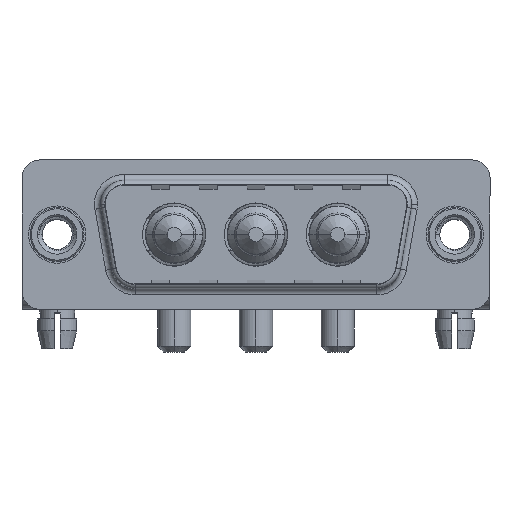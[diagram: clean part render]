
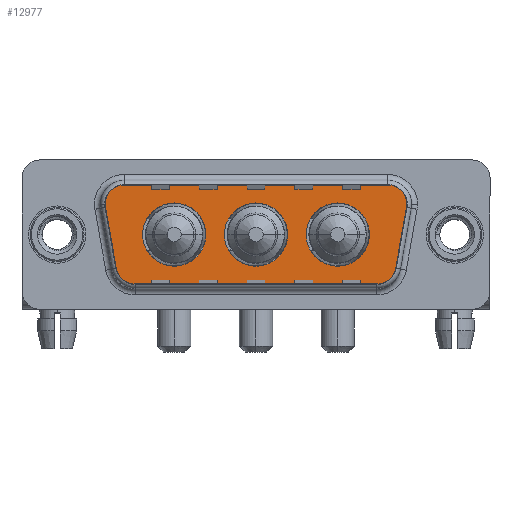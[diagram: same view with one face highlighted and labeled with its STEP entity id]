
A CAD part, top view. The second image highlights one B-rep face of the part: STEP entity #12977.
In plain terms, the highlighted planar face has unit normal (0, 0, 1).
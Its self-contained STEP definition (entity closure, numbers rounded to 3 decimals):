
#76 = DIRECTION ( 'NONE',  ( -1., 0., 0. ) ) ;
#299 = VECTOR ( 'NONE', #5119, 1000. ) ;
#475 = VERTEX_POINT ( 'NONE', #16598 ) ;
#511 = VERTEX_POINT ( 'NONE', #7534 ) ;
#581 = CIRCLE ( 'NONE', #10747, 2. ) ;
#894 = VECTOR ( 'NONE', #9965, 1000. ) ;
#936 = CARTESIAN_POINT ( 'NONE',  ( 7.15, 0., 0. ) ) ;
#943 = AXIS2_PLACEMENT_3D ( 'NONE', #13135, #11853, #76 ) ;
#1003 = ORIENTED_EDGE ( 'NONE', *, *, #2636, .F. ) ;
#1291 = VERTEX_POINT ( 'NONE', #16291 ) ;
#1515 = CARTESIAN_POINT ( 'NONE',  ( 16.65, 0., 0. ) ) ;
#1530 = CARTESIAN_POINT ( 'NONE',  ( 27.889, 2.9, 0. ) ) ;
#1653 = EDGE_CURVE ( 'NONE', #8996, #4480, #6363, .T. ) ;
#1686 = VECTOR ( 'NONE', #16343, 1000. ) ;
#1804 = EDGE_CURVE ( 'NONE', #9595, #5594, #8588, .T. ) ;
#1817 = CARTESIAN_POINT ( 'NONE',  ( 5.411, 2.9, 0. ) ) ;
#1836 = DIRECTION ( 'NONE',  ( 1., 0., 0. ) ) ;
#1946 = AXIS2_PLACEMENT_3D ( 'NONE', #1817, #7057, #5769 ) ;
#2003 = CARTESIAN_POINT ( 'NONE',  ( 29.889, 2.9, 0. ) ) ;
#2027 = DIRECTION ( 'NONE',  ( 0., 0., 1. ) ) ;
#2094 = FACE_BOUND ( 'NONE', #15109, .T. ) ;
#2138 = DIRECTION ( 'NONE',  ( 0., 0., 1. ) ) ;
#2168 = CIRCLE ( 'NONE', #12879, 2.65 ) ;
#2351 = ORIENTED_EDGE ( 'NONE', *, *, #12729, .F. ) ;
#2372 = CARTESIAN_POINT ( 'NONE',  ( 20.85, 0., 0. ) ) ;
#2516 = CARTESIAN_POINT ( 'NONE',  ( 4.464, -3.247, 0. ) ) ;
#2636 = EDGE_CURVE ( 'NONE', #475, #511, #13683, .T. ) ;
#2735 = CARTESIAN_POINT ( 'NONE',  ( 9.8, 0., 0. ) ) ;
#3142 = EDGE_LOOP ( 'NONE', ( #10771, #2351 ) ) ;
#3259 = VERTEX_POINT ( 'NONE', #6241 ) ;
#3316 = CARTESIAN_POINT ( 'NONE',  ( 26.15, 0., 0. ) ) ;
#3374 = ORIENTED_EDGE ( 'NONE', *, *, #7158, .T. ) ;
#3431 = EDGE_CURVE ( 'NONE', #511, #475, #12369, .T. ) ;
#3508 = ORIENTED_EDGE ( 'NONE', *, *, #9524, .T. ) ;
#3578 = CARTESIAN_POINT ( 'NONE',  ( 6.434, -2.9, 0. ) ) ;
#3899 = AXIS2_PLACEMENT_3D ( 'NONE', #1530, #12017, #12272 ) ;
#4323 = AXIS2_PLACEMENT_3D ( 'NONE', #3578, #2027, #8735 ) ;
#4480 = VERTEX_POINT ( 'NONE', #2003 ) ;
#4716 = ORIENTED_EDGE ( 'NONE', *, *, #3431, .F. ) ;
#4891 = DIRECTION ( 'NONE',  ( 0., 0., 1. ) ) ;
#4956 = CARTESIAN_POINT ( 'NONE',  ( 5.411, 4.9, 0. ) ) ;
#5039 = CARTESIAN_POINT ( 'NONE',  ( 29.859, 2.553, 0. ) ) ;
#5119 = DIRECTION ( 'NONE',  ( 0.174, 0.985, 0. ) ) ;
#5275 = CARTESIAN_POINT ( 'NONE',  ( 3.441, 2.553, 0. ) ) ;
#5569 = ORIENTED_EDGE ( 'NONE', *, *, #1804, .T. ) ;
#5594 = VERTEX_POINT ( 'NONE', #11675 ) ;
#5649 = VERTEX_POINT ( 'NONE', #936 ) ;
#5703 = CIRCLE ( 'NONE', #9849, 2.65 ) ;
#5769 = DIRECTION ( 'NONE',  ( 1., 0., 0. ) ) ;
#6073 = CARTESIAN_POINT ( 'NONE',  ( 27.889, 4.9, 0. ) ) ;
#6241 = CARTESIAN_POINT ( 'NONE',  ( 3.441, 2.553, 0. ) ) ;
#6339 = EDGE_LOOP ( 'NONE', ( #12368, #10156, #6649, #3374, #5569, #10707, #8045, #3508, #11055 ) ) ;
#6363 = CIRCLE ( 'NONE', #3899, 2. ) ;
#6557 = LINE ( 'NONE', #5275, #12050 ) ;
#6605 = CIRCLE ( 'NONE', #1946, 2. ) ;
#6649 = ORIENTED_EDGE ( 'NONE', *, *, #1653, .T. ) ;
#7057 = DIRECTION ( 'NONE',  ( 0., 0., 1. ) ) ;
#7127 = ORIENTED_EDGE ( 'NONE', *, *, #14085, .F. ) ;
#7158 = EDGE_CURVE ( 'NONE', #4480, #9595, #14678, .T. ) ;
#7175 = FACE_OUTER_BOUND ( 'NONE', #6339, .T. ) ;
#7382 = CARTESIAN_POINT ( 'NONE',  ( 9.8, 0., 0. ) ) ;
#7534 = CARTESIAN_POINT ( 'NONE',  ( 19.3, 0., 0. ) ) ;
#7669 = AXIS2_PLACEMENT_3D ( 'NONE', #14261, #4891, #11437 ) ;
#7906 = AXIS2_PLACEMENT_3D ( 'NONE', #12411, #13873, #12319 ) ;
#8045 = ORIENTED_EDGE ( 'NONE', *, *, #13244, .T. ) ;
#8298 = DIRECTION ( 'NONE',  ( 1., 0., 0. ) ) ;
#8377 = FACE_BOUND ( 'NONE', #14925, .T. ) ;
#8557 = CARTESIAN_POINT ( 'NONE',  ( 26.866, -4.9, 0. ) ) ;
#8588 = LINE ( 'NONE', #4956, #894 ) ;
#8648 = CARTESIAN_POINT ( 'NONE',  ( 26.866, -2.9, 0. ) ) ;
#8735 = DIRECTION ( 'NONE',  ( -1., 0., 0. ) ) ;
#8996 = VERTEX_POINT ( 'NONE', #12068 ) ;
#9107 = DIRECTION ( 'NONE',  ( 1., 0., 0. ) ) ;
#9232 = CARTESIAN_POINT ( 'NONE',  ( 28.836, -3.247, 0. ) ) ;
#9336 = AXIS2_PLACEMENT_3D ( 'NONE', #2735, #9359, #9107 ) ;
#9359 = DIRECTION ( 'NONE',  ( 0., 0., 1. ) ) ;
#9524 = EDGE_CURVE ( 'NONE', #10264, #9574, #13115, .T. ) ;
#9574 = VERTEX_POINT ( 'NONE', #14160 ) ;
#9595 = VERTEX_POINT ( 'NONE', #6073 ) ;
#9849 = AXIS2_PLACEMENT_3D ( 'NONE', #7382, #2138, #15488 ) ;
#9965 = DIRECTION ( 'NONE',  ( -1., 0., 0. ) ) ;
#10046 = VERTEX_POINT ( 'NONE', #8557 ) ;
#10156 = ORIENTED_EDGE ( 'NONE', *, *, #14871, .T. ) ;
#10188 = DIRECTION ( 'NONE',  ( 0., 0., 1. ) ) ;
#10264 = VERTEX_POINT ( 'NONE', #2516 ) ;
#10373 = DIRECTION ( 'NONE',  ( 1., 0., 0. ) ) ;
#10522 = DIRECTION ( 'NONE',  ( 0.174, -0.985, 0. ) ) ;
#10551 = DIRECTION ( 'NONE',  ( 0., 0., 1. ) ) ;
#10707 = ORIENTED_EDGE ( 'NONE', *, *, #11843, .T. ) ;
#10747 = AXIS2_PLACEMENT_3D ( 'NONE', #8648, #10188, #15454 ) ;
#10771 = ORIENTED_EDGE ( 'NONE', *, *, #14208, .F. ) ;
#10993 = AXIS2_PLACEMENT_3D ( 'NONE', #1515, #10551, #10373 ) ;
#11055 = ORIENTED_EDGE ( 'NONE', *, *, #11387, .T. ) ;
#11136 = DIRECTION ( 'NONE',  ( 0., 0., 1. ) ) ;
#11218 = PLANE ( 'NONE',  #15641 ) ;
#11387 = EDGE_CURVE ( 'NONE', #9574, #10046, #12614, .T. ) ;
#11437 = DIRECTION ( 'NONE',  ( 1., 0., 0. ) ) ;
#11675 = CARTESIAN_POINT ( 'NONE',  ( 5.411, 4.9, 0. ) ) ;
#11843 = EDGE_CURVE ( 'NONE', #5594, #3259, #6605, .T. ) ;
#11853 = DIRECTION ( 'NONE',  ( 0., 0., 1. ) ) ;
#12017 = DIRECTION ( 'NONE',  ( 0., 0., 1. ) ) ;
#12050 = VECTOR ( 'NONE', #10522, 1000. ) ;
#12068 = CARTESIAN_POINT ( 'NONE',  ( 29.859, 2.553, 0. ) ) ;
#12272 = DIRECTION ( 'NONE',  ( -1., 0., 0. ) ) ;
#12319 = DIRECTION ( 'NONE',  ( 1., 0., 0. ) ) ;
#12368 = ORIENTED_EDGE ( 'NONE', *, *, #15373, .T. ) ;
#12369 = CIRCLE ( 'NONE', #10993, 2.65 ) ;
#12411 = CARTESIAN_POINT ( 'NONE',  ( 16.65, 0., 0. ) ) ;
#12509 = CARTESIAN_POINT ( 'NONE',  ( 26.866, -2.9, 0. ) ) ;
#12614 = LINE ( 'NONE', #16255, #1686 ) ;
#12729 = EDGE_CURVE ( 'NONE', #5649, #1291, #5703, .T. ) ;
#12847 = EDGE_CURVE ( 'NONE', #15131, #14827, #2168, .T. ) ;
#12879 = AXIS2_PLACEMENT_3D ( 'NONE', #15653, #14440, #8298 ) ;
#12977 = ADVANCED_FACE ( 'NONE', ( #8377, #2094, #13627, #7175 ), #11218, .T. ) ;
#13115 = CIRCLE ( 'NONE', #4323, 2. ) ;
#13135 = CARTESIAN_POINT ( 'NONE',  ( 27.889, 2.9, 0. ) ) ;
#13244 = EDGE_CURVE ( 'NONE', #3259, #10264, #6557, .T. ) ;
#13627 = FACE_BOUND ( 'NONE', #3142, .T. ) ;
#13683 = CIRCLE ( 'NONE', #7906, 2.65 ) ;
#13873 = DIRECTION ( 'NONE',  ( 0., 0., 1. ) ) ;
#14085 = EDGE_CURVE ( 'NONE', #14827, #15131, #14552, .T. ) ;
#14160 = CARTESIAN_POINT ( 'NONE',  ( 6.434, -4.9, 0. ) ) ;
#14208 = EDGE_CURVE ( 'NONE', #1291, #5649, #16779, .T. ) ;
#14261 = CARTESIAN_POINT ( 'NONE',  ( 23.5, 0., 0. ) ) ;
#14440 = DIRECTION ( 'NONE',  ( 0., 0., 1. ) ) ;
#14552 = CIRCLE ( 'NONE', #7669, 2.65 ) ;
#14678 = CIRCLE ( 'NONE', #943, 2. ) ;
#14827 = VERTEX_POINT ( 'NONE', #2372 ) ;
#14871 = EDGE_CURVE ( 'NONE', #15511, #8996, #16849, .T. ) ;
#14925 = EDGE_LOOP ( 'NONE', ( #4716, #1003 ) ) ;
#15109 = EDGE_LOOP ( 'NONE', ( #16692, #7127 ) ) ;
#15131 = VERTEX_POINT ( 'NONE', #3316 ) ;
#15373 = EDGE_CURVE ( 'NONE', #10046, #15511, #581, .T. ) ;
#15454 = DIRECTION ( 'NONE',  ( 1., 0., 0. ) ) ;
#15488 = DIRECTION ( 'NONE',  ( 1., 0., 0. ) ) ;
#15511 = VERTEX_POINT ( 'NONE', #9232 ) ;
#15641 = AXIS2_PLACEMENT_3D ( 'NONE', #12509, #11136, #1836 ) ;
#15653 = CARTESIAN_POINT ( 'NONE',  ( 23.5, 0., 0. ) ) ;
#16255 = CARTESIAN_POINT ( 'NONE',  ( 6.434, -4.9, 0. ) ) ;
#16291 = CARTESIAN_POINT ( 'NONE',  ( 12.45, 0., 0. ) ) ;
#16343 = DIRECTION ( 'NONE',  ( 1., 0., 0. ) ) ;
#16598 = CARTESIAN_POINT ( 'NONE',  ( 14., 0., 0. ) ) ;
#16692 = ORIENTED_EDGE ( 'NONE', *, *, #12847, .F. ) ;
#16779 = CIRCLE ( 'NONE', #9336, 2.65 ) ;
#16849 = LINE ( 'NONE', #5039, #299 ) ;
